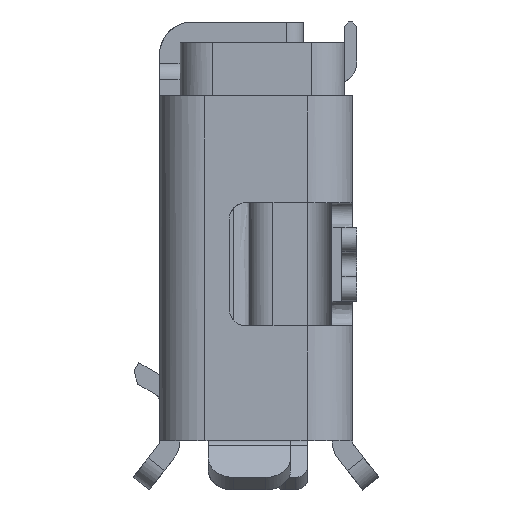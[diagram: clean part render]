
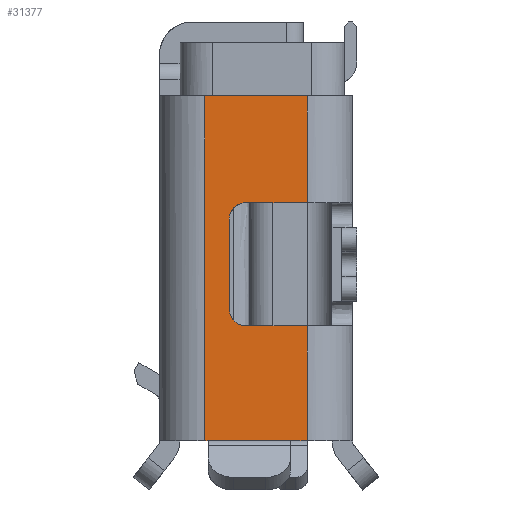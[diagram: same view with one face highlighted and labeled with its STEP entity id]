
A CAD part, left-side view. The second image highlights one B-rep face of the part: STEP entity #31377.
In plain terms, the highlighted free-form (B-spline) face has degree [1, 1] with [2, 2] control points.
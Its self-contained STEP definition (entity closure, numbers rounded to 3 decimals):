
#257 = CARTESIAN_POINT ( 'NONE',  ( 3.354, 0.242, -0.7 ) ) ;
#308 = VERTEX_POINT ( 'NONE', #12062 ) ;
#685 = ORIENTED_EDGE ( 'NONE', *, *, #22230, .F. ) ;
#1339 = EDGE_CURVE ( 'NONE', #28801, #15492, #35392, .T. ) ;
#1440 = CARTESIAN_POINT ( 'NONE',  ( 3.354, 0.325, -2. ) ) ;
#1994 = CARTESIAN_POINT ( 'NONE',  ( 3.354, -0.625, -3.6 ) ) ;
#2039 = CARTESIAN_POINT ( 'NONE',  ( 3.354, 0.625, -3.6 ) ) ;
#2586 = CARTESIAN_POINT ( 'NONE',  ( 3.354, -0.625, 0.6 ) ) ;
#3970 = ORIENTED_EDGE ( 'NONE', *, *, #10872, .T. ) ;
#4055 = CARTESIAN_POINT ( 'NONE',  ( 3.354, -0.625, -0.7 ) ) ;
#4395 = CARTESIAN_POINT ( 'NONE',  ( 3.354, -0.625, -2.2 ) ) ;
#5128 = B_SPLINE_CURVE_WITH_KNOTS ( 'NONE', 1,
 ( #17258, #23598 ),
 .UNSPECIFIED., .F., .F.,
 ( 2, 2 ),
 ( 0., 1. ),
 .UNSPECIFIED. ) ;
#5895 = VERTEX_POINT ( 'NONE', #23418 ) ;
#6553 = ORIENTED_EDGE ( 'NONE', *, *, #29455, .F. ) ;
#7065 = VERTEX_POINT ( 'NONE', #4395 ) ;
#7920 = CARTESIAN_POINT ( 'NONE',  ( 3.354, 0.125, -2.2 ) ) ;
#8072 = VERTEX_POINT ( 'NONE', #16977 ) ;
#8436 = B_SPLINE_CURVE_WITH_KNOTS ( 'NONE', 1,
 ( #32094, #38070 ),
 .UNSPECIFIED., .F., .F.,
 ( 2, 2 ),
 ( 0., 1. ),
 .UNSPECIFIED. ) ;
#9474 = CARTESIAN_POINT ( 'NONE',  ( 3.354, 0.125, -0.7 ) ) ;
#10392 = CARTESIAN_POINT ( 'NONE',  ( 3.354, 0.625, -3.6 ) ) ;
#10420 = CARTESIAN_POINT ( 'NONE',  ( 3.354, -0.625, -0.7 ) ) ;
#10872 = EDGE_CURVE ( 'NONE', #11927, #19854, #8436, .T. ) ;
#10968 = B_SPLINE_CURVE_WITH_KNOTS ( 'NONE', 1,
 ( #21473, #2586 ),
 .UNSPECIFIED., .F., .F.,
 ( 2, 2 ),
 ( 0., 1. ),
 .UNSPECIFIED. ) ;
#11893 = CARTESIAN_POINT ( 'NONE',  ( 3.354, -0.42, -3.6 ) ) ;
#11927 = VERTEX_POINT ( 'NONE', #19550 ) ;
#11947 = B_SPLINE_CURVE_WITH_KNOTS ( 'NONE', 1,
 ( #20868, #1994 ),
 .UNSPECIFIED., .F., .F.,
 ( 2, 2 ),
 ( -1., 0. ),
 .UNSPECIFIED. ) ;
#12062 = CARTESIAN_POINT ( 'NONE',  ( 3.354, 0.58, -3.6 ) ) ;
#12218 = EDGE_LOOP ( 'NONE', ( #3970, #37198, #685, #33091, #24028, #22359, #40419, #25904, #6553, #36671, #35376, #36655 ) ) ;
#12640 = CARTESIAN_POINT ( 'NONE',  ( 3.354, 0.325, -0.783 ) ) ;
#13793 = CARTESIAN_POINT ( 'NONE',  ( 3.354, 0.325, -2.117 ) ) ;
#13839 = CARTESIAN_POINT ( 'NONE',  ( 3.354, 0.125, -2.2 ) ) ;
#14320 = CARTESIAN_POINT ( 'NONE',  ( 3.354, 0.325, -2. ) ) ;
#15203 = CARTESIAN_POINT ( 'NONE',  ( 3.354, -0.625, -0.7 ) ) ;
#15492 = VERTEX_POINT ( 'NONE', #24796 ) ;
#15503 = B_SPLINE_CURVE_WITH_KNOTS ( 'NONE', 1,
 ( #13839, #23341 ),
 .UNSPECIFIED., .F., .F.,
 ( 2, 2 ),
 ( 0., 1. ),
 .UNSPECIFIED. ) ;
#15823 = CARTESIAN_POINT ( 'NONE',  ( 3.354, 0.325, -0.9 ) ) ;
#16977 = CARTESIAN_POINT ( 'NONE',  ( 3.354, 0.325, -0.9 ) ) ;
#17217 = CARTESIAN_POINT ( 'NONE',  ( 3.354, 0.125, -2.2 ) ) ;
#17258 = CARTESIAN_POINT ( 'NONE',  ( 3.354, 0.58, -3.6 ) ) ;
#17414 = VERTEX_POINT ( 'NONE', #4055 ) ;
#18169 = CARTESIAN_POINT ( 'NONE',  ( 3.354, -0.42, -3.6 ) ) ;
#19114 = VERTEX_POINT ( 'NONE', #30483 ) ;
#19436 = B_SPLINE_SURFACE_WITH_KNOTS ( 'NONE', 1, 1, ( 
 ( #35924, #20183 ),
 ( #32577, #10392 ) ),
 .UNSPECIFIED., .F., .F., .F.,
 ( 2, 2 ),
 ( 2, 2 ),
 ( 0., 1. ),
 ( 0., 1. ),
 .UNSPECIFIED. ) ;
#19550 = CARTESIAN_POINT ( 'NONE',  ( 3.354, 0.625, 0.6 ) ) ;
#19687 = EDGE_CURVE ( 'NONE', #5895, #40829, #21476, .T. ) ;
#19854 = VERTEX_POINT ( 'NONE', #2039 ) ;
#20030 = B_SPLINE_CURVE_WITH_KNOTS ( 'NONE', 1,
 ( #10420, #23644 ),
 .UNSPECIFIED., .F., .F.,
 ( 2, 2 ),
 ( 0., 1. ),
 .UNSPECIFIED. ) ;
#20183 = CARTESIAN_POINT ( 'NONE',  ( 3.354, 0.625, 0.6 ) ) ;
#20676 = CARTESIAN_POINT ( 'NONE',  ( 3.354, -0.625, -3.6 ) ) ;
#20868 = CARTESIAN_POINT ( 'NONE',  ( 3.354, -0.625, -2.2 ) ) ;
#21473 = CARTESIAN_POINT ( 'NONE',  ( 3.354, 0.625, 0.6 ) ) ;
#21476 =( BOUNDED_CURVE ( )  B_SPLINE_CURVE ( 3, ( #14320, #13793, #35994, #17217 ),
 .UNSPECIFIED., .F., .T. ) 
 B_SPLINE_CURVE_WITH_KNOTS ( ( 4, 4 ),
 ( -1.571, 0. ),
 .UNSPECIFIED. ) 
 CURVE ( )  GEOMETRIC_REPRESENTATION_ITEM ( )  RATIONAL_B_SPLINE_CURVE ( ( 1., 0.805, 0.805, 1. ) ) 
 REPRESENTATION_ITEM ( '' )  );
#21577 = EDGE_CURVE ( 'NONE', #8072, #5895, #40015, .T. ) ;
#22230 = EDGE_CURVE ( 'NONE', #15492, #308, #38217, .T. ) ;
#22359 = ORIENTED_EDGE ( 'NONE', *, *, #35636, .F. ) ;
#22751 = FACE_OUTER_BOUND ( 'NONE', #12218, .T. ) ;
#23341 = CARTESIAN_POINT ( 'NONE',  ( 3.354, -0.625, -2.2 ) ) ;
#23403 = CARTESIAN_POINT ( 'NONE',  ( 3.354, -0.625, 0.6 ) ) ;
#23418 = CARTESIAN_POINT ( 'NONE',  ( 3.354, 0.325, -2. ) ) ;
#23598 = CARTESIAN_POINT ( 'NONE',  ( 3.354, 0.625, -3.6 ) ) ;
#23644 = CARTESIAN_POINT ( 'NONE',  ( 3.354, 0.125, -0.7 ) ) ;
#24028 = ORIENTED_EDGE ( 'NONE', *, *, #24090, .F. ) ;
#24090 = EDGE_CURVE ( 'NONE', #7065, #28801, #11947, .T. ) ;
#24365 = B_SPLINE_CURVE_WITH_KNOTS ( 'NONE', 1,
 ( #15203, #33731 ),
 .UNSPECIFIED., .F., .F.,
 ( 2, 2 ),
 ( 0., 1. ),
 .UNSPECIFIED. ) ;
#24796 = CARTESIAN_POINT ( 'NONE',  ( 3.354, -0.42, -3.6 ) ) ;
#24874 = EDGE_CURVE ( 'NONE', #17414, #39792, #24365, .T. ) ;
#25904 = ORIENTED_EDGE ( 'NONE', *, *, #21577, .F. ) ;
#26219 = CARTESIAN_POINT ( 'NONE',  ( 3.354, 0.325, -0.9 ) ) ;
#27280 = EDGE_CURVE ( 'NONE', #308, #19854, #5128, .T. ) ;
#27355 = EDGE_CURVE ( 'NONE', #11927, #39792, #10968, .T. ) ;
#27468 = CARTESIAN_POINT ( 'NONE',  ( 3.354, -0.625, -3.6 ) ) ;
#28444 =( BOUNDED_CURVE ( )  B_SPLINE_CURVE ( 3, ( #9474, #257, #12640, #15823 ),
 .UNSPECIFIED., .F., .T. ) 
 B_SPLINE_CURVE_WITH_KNOTS ( ( 4, 4 ),
 ( -1.571, 0. ),
 .UNSPECIFIED. ) 
 CURVE ( )  GEOMETRIC_REPRESENTATION_ITEM ( )  RATIONAL_B_SPLINE_CURVE ( ( 1., 0.805, 0.805, 1. ) ) 
 REPRESENTATION_ITEM ( '' )  );
#28801 = VERTEX_POINT ( 'NONE', #20676 ) ;
#29455 = EDGE_CURVE ( 'NONE', #19114, #8072, #28444, .T. ) ;
#29630 = EDGE_CURVE ( 'NONE', #17414, #19114, #20030, .T. ) ;
#30483 = CARTESIAN_POINT ( 'NONE',  ( 3.354, 0.125, -0.7 ) ) ;
#30720 = CARTESIAN_POINT ( 'NONE',  ( 3.354, 0.58, -3.6 ) ) ;
#31377 = ADVANCED_FACE ( 'NONE', ( #22751 ), #19436, .F. ) ;
#32094 = CARTESIAN_POINT ( 'NONE',  ( 3.354, 0.625, 0.6 ) ) ;
#32577 = CARTESIAN_POINT ( 'NONE',  ( 3.354, -0.625, -3.6 ) ) ;
#33091 = ORIENTED_EDGE ( 'NONE', *, *, #1339, .F. ) ;
#33731 = CARTESIAN_POINT ( 'NONE',  ( 3.354, -0.625, 0.6 ) ) ;
#35376 = ORIENTED_EDGE ( 'NONE', *, *, #24874, .T. ) ;
#35392 = B_SPLINE_CURVE_WITH_KNOTS ( 'NONE', 1,
 ( #27468, #11893 ),
 .UNSPECIFIED., .F., .F.,
 ( 2, 2 ),
 ( 0., 1. ),
 .UNSPECIFIED. ) ;
#35636 = EDGE_CURVE ( 'NONE', #40829, #7065, #15503, .T. ) ;
#35924 = CARTESIAN_POINT ( 'NONE',  ( 3.354, -0.625, 0.6 ) ) ;
#35994 = CARTESIAN_POINT ( 'NONE',  ( 3.354, 0.242, -2.2 ) ) ;
#36655 = ORIENTED_EDGE ( 'NONE', *, *, #27355, .F. ) ;
#36671 = ORIENTED_EDGE ( 'NONE', *, *, #29630, .F. ) ;
#37198 = ORIENTED_EDGE ( 'NONE', *, *, #27280, .F. ) ;
#38070 = CARTESIAN_POINT ( 'NONE',  ( 3.354, 0.625, -3.6 ) ) ;
#38217 = B_SPLINE_CURVE_WITH_KNOTS ( 'NONE', 1,
 ( #18169, #30720 ),
 .UNSPECIFIED., .F., .F.,
 ( 2, 2 ),
 ( -1., 0. ),
 .UNSPECIFIED. ) ;
#39792 = VERTEX_POINT ( 'NONE', #23403 ) ;
#40015 = B_SPLINE_CURVE_WITH_KNOTS ( 'NONE', 1,
 ( #26219, #1440 ),
 .UNSPECIFIED., .F., .F.,
 ( 2, 2 ),
 ( 0., 1. ),
 .UNSPECIFIED. ) ;
#40419 = ORIENTED_EDGE ( 'NONE', *, *, #19687, .F. ) ;
#40829 = VERTEX_POINT ( 'NONE', #7920 ) ;
